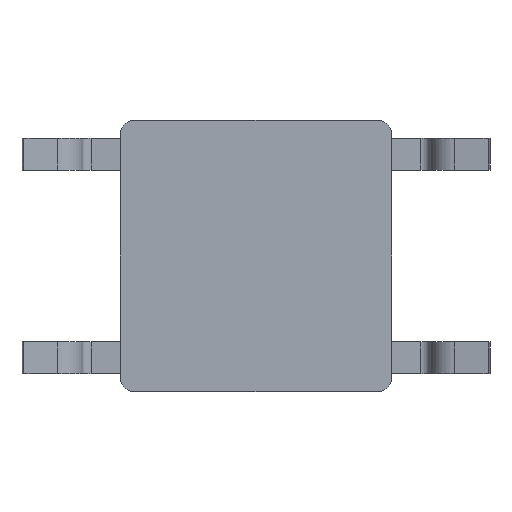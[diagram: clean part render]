
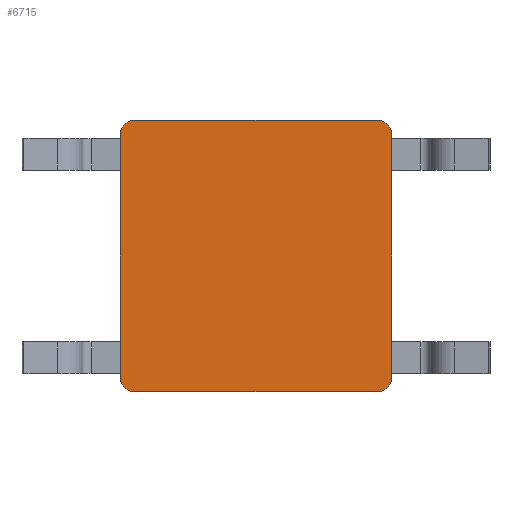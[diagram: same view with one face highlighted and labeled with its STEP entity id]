
A CAD part, front view. The second image highlights one B-rep face of the part: STEP entity #6715.
In plain terms, the highlighted planar face has unit normal (0, -1, 0).
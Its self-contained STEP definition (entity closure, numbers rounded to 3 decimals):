
#378 = DIRECTION ( 'NONE',  ( 0., -1., 0. ) ) ;
#413 = CARTESIAN_POINT ( 'NONE',  ( 2.7, 0., 3. ) ) ;
#563 = CARTESIAN_POINT ( 'NONE',  ( -3., 0., -3. ) ) ;
#565 = ORIENTED_EDGE ( 'NONE', *, *, #941, .F. ) ;
#752 = EDGE_LOOP ( 'NONE', ( #6062, #1286, #6984, #4171, #5831, #3820, #565, #2958 ) ) ;
#850 = LINE ( 'NONE', #5186, #6297 ) ;
#861 = VERTEX_POINT ( 'NONE', #1544 ) ;
#941 = EDGE_CURVE ( 'NONE', #5453, #4118, #2197, .T. ) ;
#1010 = EDGE_CURVE ( 'NONE', #861, #5722, #2366, .T. ) ;
#1105 = AXIS2_PLACEMENT_3D ( 'NONE', #3946, #6656, #3805 ) ;
#1286 = ORIENTED_EDGE ( 'NONE', *, *, #1010, .T. ) ;
#1544 = CARTESIAN_POINT ( 'NONE',  ( -2.7, 0., 3. ) ) ;
#1634 = EDGE_CURVE ( 'NONE', #3674, #5655, #4861, .T. ) ;
#1647 = CARTESIAN_POINT ( 'NONE',  ( 3., 0., -3. ) ) ;
#1928 = AXIS2_PLACEMENT_3D ( 'NONE', #2514, #378, #2008 ) ;
#1997 = VERTEX_POINT ( 'NONE', #413 ) ;
#2005 = LINE ( 'NONE', #5166, #5214 ) ;
#2008 = DIRECTION ( 'NONE',  ( 0., 0., 1. ) ) ;
#2149 = VECTOR ( 'NONE', #2767, 1000. ) ;
#2167 = FACE_OUTER_BOUND ( 'NONE', #752, .T. ) ;
#2197 = LINE ( 'NONE', #1647, #6981 ) ;
#2366 = CIRCLE ( 'NONE', #1105, 0.3 ) ;
#2439 = DIRECTION ( 'NONE',  ( 0., 0., 1. ) ) ;
#2514 = CARTESIAN_POINT ( 'NONE',  ( -2.7, 0., -2.7 ) ) ;
#2552 = CARTESIAN_POINT ( 'NONE',  ( 2.7, 0., -3. ) ) ;
#2577 = CARTESIAN_POINT ( 'NONE',  ( -3., 0., 2.7 ) ) ;
#2726 = DIRECTION ( 'NONE',  ( 0., 0., 1. ) ) ;
#2743 = CARTESIAN_POINT ( 'NONE',  ( 2.7, 0., 2.7 ) ) ;
#2767 = DIRECTION ( 'NONE',  ( -1., 0., 0. ) ) ;
#2793 = PLANE ( 'NONE',  #5180 ) ;
#2801 = EDGE_CURVE ( 'NONE', #861, #1997, #850, .T. ) ;
#2952 = CIRCLE ( 'NONE', #1928, 0.3 ) ;
#2958 = ORIENTED_EDGE ( 'NONE', *, *, #3237, .T. ) ;
#3123 = CARTESIAN_POINT ( 'NONE',  ( 2.7, 0., -2.7 ) ) ;
#3169 = CARTESIAN_POINT ( 'NONE',  ( -3., 0., -2.7 ) ) ;
#3237 = EDGE_CURVE ( 'NONE', #5453, #1997, #4629, .T. ) ;
#3441 = CARTESIAN_POINT ( 'NONE',  ( 3., 0., 2.7 ) ) ;
#3674 = VERTEX_POINT ( 'NONE', #2552 ) ;
#3805 = DIRECTION ( 'NONE',  ( 0., 0., 1. ) ) ;
#3820 = ORIENTED_EDGE ( 'NONE', *, *, #6492, .T. ) ;
#3946 = CARTESIAN_POINT ( 'NONE',  ( -2.7, 0., 2.7 ) ) ;
#4118 = VERTEX_POINT ( 'NONE', #5258 ) ;
#4171 = ORIENTED_EDGE ( 'NONE', *, *, #5737, .T. ) ;
#4241 = DIRECTION ( 'NONE',  ( 0., -1., 0. ) ) ;
#4311 = CARTESIAN_POINT ( 'NONE',  ( 0., 0., 0. ) ) ;
#4427 = DIRECTION ( 'NONE',  ( 0., 1., 0. ) ) ;
#4629 = CIRCLE ( 'NONE', #5430, 0.3 ) ;
#4728 = CIRCLE ( 'NONE', #4747, 0.3 ) ;
#4747 = AXIS2_PLACEMENT_3D ( 'NONE', #3123, #4241, #5276 ) ;
#4861 = LINE ( 'NONE', #563, #2149 ) ;
#4916 = DIRECTION ( 'NONE',  ( 0., -1., 0. ) ) ;
#4943 = EDGE_CURVE ( 'NONE', #6242, #5722, #2005, .T. ) ;
#5166 = CARTESIAN_POINT ( 'NONE',  ( -3., 0., -3. ) ) ;
#5180 = AXIS2_PLACEMENT_3D ( 'NONE', #4311, #4427, #2726 ) ;
#5186 = CARTESIAN_POINT ( 'NONE',  ( -3., 0., 3. ) ) ;
#5214 = VECTOR ( 'NONE', #2439, 1000. ) ;
#5258 = CARTESIAN_POINT ( 'NONE',  ( 3., 0., -2.7 ) ) ;
#5276 = DIRECTION ( 'NONE',  ( 0., 0., 1. ) ) ;
#5430 = AXIS2_PLACEMENT_3D ( 'NONE', #2743, #4916, #5478 ) ;
#5453 = VERTEX_POINT ( 'NONE', #3441 ) ;
#5478 = DIRECTION ( 'NONE',  ( 0., 0., 1. ) ) ;
#5655 = VERTEX_POINT ( 'NONE', #6597 ) ;
#5722 = VERTEX_POINT ( 'NONE', #2577 ) ;
#5737 = EDGE_CURVE ( 'NONE', #6242, #5655, #2952, .T. ) ;
#5750 = DIRECTION ( 'NONE',  ( 1., 0., 0. ) ) ;
#5805 = DIRECTION ( 'NONE',  ( 0., 0., -1. ) ) ;
#5831 = ORIENTED_EDGE ( 'NONE', *, *, #1634, .F. ) ;
#6062 = ORIENTED_EDGE ( 'NONE', *, *, #2801, .F. ) ;
#6242 = VERTEX_POINT ( 'NONE', #3169 ) ;
#6297 = VECTOR ( 'NONE', #5750, 1000. ) ;
#6492 = EDGE_CURVE ( 'NONE', #3674, #4118, #4728, .T. ) ;
#6597 = CARTESIAN_POINT ( 'NONE',  ( -2.7, 0., -3. ) ) ;
#6656 = DIRECTION ( 'NONE',  ( 0., -1., 0. ) ) ;
#6715 = ADVANCED_FACE ( 'NONE', ( #2167 ), #2793, .F. ) ;
#6981 = VECTOR ( 'NONE', #5805, 1000. ) ;
#6984 = ORIENTED_EDGE ( 'NONE', *, *, #4943, .F. ) ;
